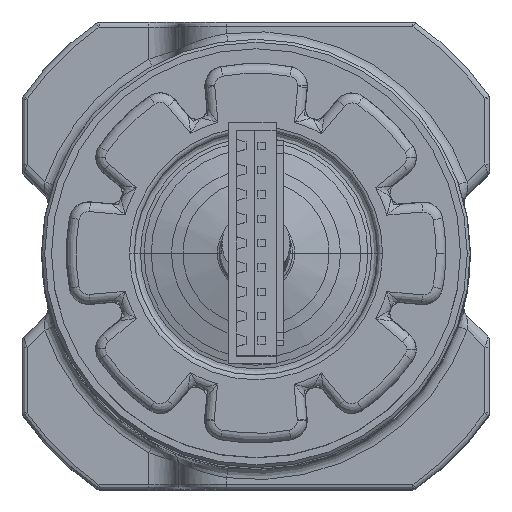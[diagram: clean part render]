
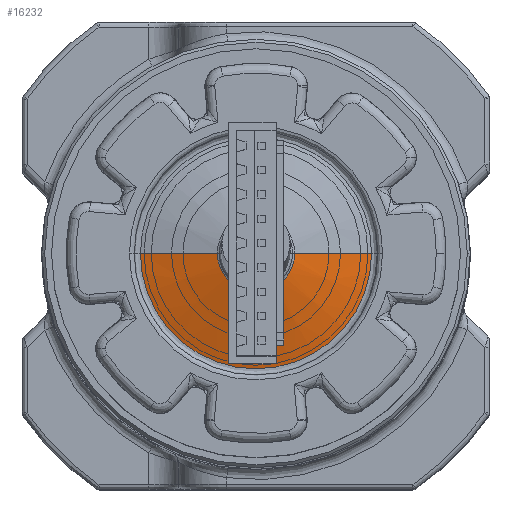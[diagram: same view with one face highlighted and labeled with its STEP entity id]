
A CAD part, top view. The second image highlights one B-rep face of the part: STEP entity #16232.
In plain terms, the highlighted conical face has half-angle 75 degrees and reference radius 3.75 mm.
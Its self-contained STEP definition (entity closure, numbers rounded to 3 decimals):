
#2465 = EDGE_LOOP ( 'NONE', ( #10716, #24645, #22269, #20865 ) ) ;
#2688 = CARTESIAN_POINT ( 'NONE',  ( 0., 0., 13.259 ) ) ;
#2875 = CIRCLE ( 'NONE', #3783, 3.972 ) ;
#3783 = AXIS2_PLACEMENT_3D ( 'NONE', #10652, #19534, #22003 ) ;
#9239 = LINE ( 'NONE', #13318, #23662 ) ;
#9721 = DIRECTION ( 'NONE',  ( 0., 0., 1. ) ) ;
#10652 = CARTESIAN_POINT ( 'NONE',  ( 0., 0., 13.2 ) ) ;
#10716 = ORIENTED_EDGE ( 'NONE', *, *, #23626, .T. ) ;
#11314 = VERTEX_POINT ( 'NONE', #19665 ) ;
#11550 = FACE_OUTER_BOUND ( 'NONE', #2465, .T. ) ;
#12676 = VERTEX_POINT ( 'NONE', #17176 ) ;
#13318 = CARTESIAN_POINT ( 'NONE',  ( -3.75, 0., 13.259 ) ) ;
#14100 = DIRECTION ( 'NONE',  ( -1., 0., 0. ) ) ;
#14134 = CARTESIAN_POINT ( 'NONE',  ( -3.972, 0., 13.2 ) ) ;
#14216 = CONICAL_SURFACE ( 'NONE', #26763, 3.75, 1.309 ) ;
#15170 = VECTOR ( 'NONE', #20406, 1000. ) ;
#15654 = DIRECTION ( 'NONE',  ( -0.966, 0., -0.259 ) ) ;
#16021 = CARTESIAN_POINT ( 'NONE',  ( 3.972, 0., 13.2 ) ) ;
#16232 = ADVANCED_FACE ( 'NONE', ( #11550 ), #14216, .T. ) ;
#16629 = LINE ( 'NONE', #18654, #15170 ) ;
#17176 = CARTESIAN_POINT ( 'NONE',  ( 11.871, 0., 11.083 ) ) ;
#18654 = CARTESIAN_POINT ( 'NONE',  ( 3.75, 0., 13.259 ) ) ;
#19534 = DIRECTION ( 'NONE',  ( 0., 0., -1. ) ) ;
#19665 = CARTESIAN_POINT ( 'NONE',  ( -11.871, 0., 11.083 ) ) ;
#20284 = DIRECTION ( 'NONE',  ( -1., 0., 0. ) ) ;
#20406 = DIRECTION ( 'NONE',  ( 0.966, 0., -0.259 ) ) ;
#20865 = ORIENTED_EDGE ( 'NONE', *, *, #28267, .F. ) ;
#22003 = DIRECTION ( 'NONE',  ( -1., 0., 0. ) ) ;
#22269 = ORIENTED_EDGE ( 'NONE', *, *, #24207, .T. ) ;
#22881 = CIRCLE ( 'NONE', #23789, 11.871 ) ;
#22918 = DIRECTION ( 'NONE',  ( 0., 0., -1. ) ) ;
#23626 = EDGE_CURVE ( 'NONE', #23751, #25637, #2875, .T. ) ;
#23662 = VECTOR ( 'NONE', #15654, 1000. ) ;
#23751 = VERTEX_POINT ( 'NONE', #14134 ) ;
#23789 = AXIS2_PLACEMENT_3D ( 'NONE', #27783, #9721, #14100 ) ;
#24207 = EDGE_CURVE ( 'NONE', #12676, #11314, #22881, .T. ) ;
#24645 = ORIENTED_EDGE ( 'NONE', *, *, #25327, .T. ) ;
#25327 = EDGE_CURVE ( 'NONE', #25637, #12676, #16629, .T. ) ;
#25637 = VERTEX_POINT ( 'NONE', #16021 ) ;
#26763 = AXIS2_PLACEMENT_3D ( 'NONE', #2688, #22918, #20284 ) ;
#27783 = CARTESIAN_POINT ( 'NONE',  ( 0., 0., 11.083 ) ) ;
#28267 = EDGE_CURVE ( 'NONE', #23751, #11314, #9239, .T. ) ;
